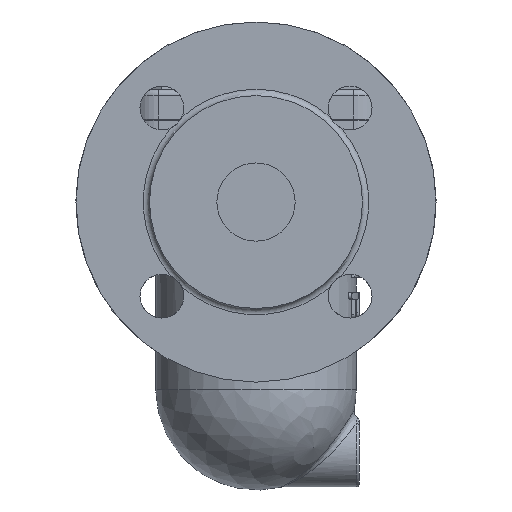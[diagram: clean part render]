
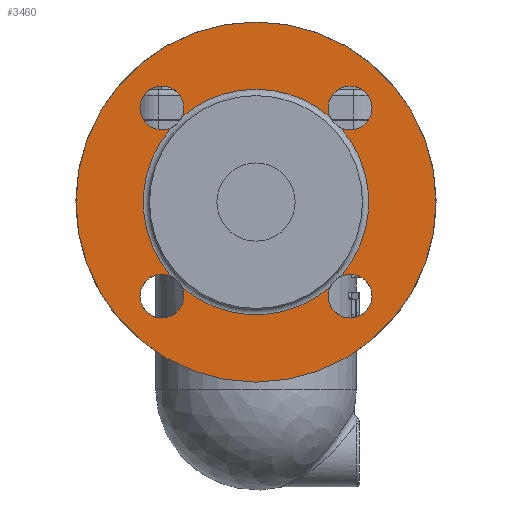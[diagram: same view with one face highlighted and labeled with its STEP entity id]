
A CAD part, left-side view. The second image highlights one B-rep face of the part: STEP entity #3460.
In plain terms, the highlighted planar face has unit normal (-1, 0, 0).
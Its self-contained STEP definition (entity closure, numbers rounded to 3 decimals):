
#3184=CARTESIAN_POINT('',(-75.0,23.71,11.09));
#3185=VERTEX_POINT('',#3184);
#3186=CARTESIAN_POINT('',(-75.0,27.09,7.71));
#3187=VERTEX_POINT('',#3186);
#3211=CARTESIAN_POINT('',(-75.0,30.052,14.052));
#3212=DIRECTION('',(1.0,0.0,0.0));
#3213=DIRECTION('',(0.0,1.0,0.0));
#3214=AXIS2_PLACEMENT_3D('',#3211,#3212,#3213);
#3215=CIRCLE('',#3214,7.);
#3216=EDGE_CURVE('',#3187,#3185,#3215,.T.);
#3237=CARTESIAN_POINT('',(-75.0,-27.09,7.71));
#3238=VERTEX_POINT('',#3237);
#3239=CARTESIAN_POINT('',(-75.0,-23.71,11.09));
#3240=VERTEX_POINT('',#3239);
#3264=CARTESIAN_POINT('',(-75.0,-30.052,14.052));
#3265=DIRECTION('',(1.0,0.0,0.0));
#3266=DIRECTION('',(0.0,0.0,1.0));
#3267=AXIS2_PLACEMENT_3D('',#3264,#3265,#3266);
#3268=CIRCLE('',#3267,7.);
#3269=EDGE_CURVE('',#3240,#3238,#3268,.T.);
#3290=CARTESIAN_POINT('',(-75.0,-23.71,-43.09));
#3291=VERTEX_POINT('',#3290);
#3292=CARTESIAN_POINT('',(-75.0,-27.09,-39.71));
#3293=VERTEX_POINT('',#3292);
#3317=CARTESIAN_POINT('',(-75.0,-30.052,-46.052));
#3318=DIRECTION('',(1.0,0.0,0.0));
#3319=DIRECTION('',(0.0,-1.0,0.0));
#3320=AXIS2_PLACEMENT_3D('',#3317,#3318,#3319);
#3321=CIRCLE('',#3320,7.);
#3322=EDGE_CURVE('',#3293,#3291,#3321,.T.);
#3344=CARTESIAN_POINT('',(-75.0,27.09,-39.71));
#3345=VERTEX_POINT('',#3344);
#3346=CARTESIAN_POINT('',(-75.0,0.0,-16.));
#3347=DIRECTION('',(-1.0,0.0,0.0));
#3348=DIRECTION('',(0.0,0.0,-1.0));
#3349=AXIS2_PLACEMENT_3D('',#3346,#3347,#3348);
#3350=CIRCLE('',#3349,36.0);
#3351=EDGE_CURVE('',#3187,#3345,#3350,.T.);
#3353=CARTESIAN_POINT('',(-75.0,23.71,-43.09));
#3354=VERTEX_POINT('',#3353);
#3370=CARTESIAN_POINT('',(-75.0,0.0,-16.));
#3371=DIRECTION('',(-1.0,0.0,0.0));
#3372=DIRECTION('',(0.0,0.0,-1.0));
#3373=AXIS2_PLACEMENT_3D('',#3370,#3371,#3372);
#3374=CIRCLE('',#3373,36.0);
#3375=EDGE_CURVE('',#3354,#3291,#3374,.T.);
#3378=CARTESIAN_POINT('',(-75.0,0.0,-16.));
#3379=DIRECTION('',(-1.0,0.0,0.0));
#3380=DIRECTION('',(0.0,0.0,-1.0));
#3381=AXIS2_PLACEMENT_3D('',#3378,#3379,#3380);
#3382=CIRCLE('',#3381,36.0);
#3383=EDGE_CURVE('',#3293,#3238,#3382,.T.);
#3386=CARTESIAN_POINT('',(-75.0,0.0,-16.));
#3387=DIRECTION('',(-1.0,0.0,0.0));
#3388=DIRECTION('',(0.0,0.0,-1.0));
#3389=AXIS2_PLACEMENT_3D('',#3386,#3387,#3388);
#3390=CIRCLE('',#3389,36.0);
#3391=EDGE_CURVE('',#3240,#3185,#3390,.T.);
#3413=CARTESIAN_POINT('',(-75.0,30.052,-46.052));
#3414=DIRECTION('',(1.0,0.0,0.0));
#3415=DIRECTION('',(0.0,0.0,-1.0));
#3416=AXIS2_PLACEMENT_3D('',#3413,#3414,#3415);
#3417=CIRCLE('',#3416,7.);
#3418=EDGE_CURVE('',#3354,#3345,#3417,.T.);
#3434=CARTESIAN_POINT('',(-75.,0.0,29.75));
#3435=DIRECTION('',(-1.0,0.0,0.0));
#3436=DIRECTION('',(0.0,0.0,1.0));
#3437=AXIS2_PLACEMENT_3D('',#3434,#3435,#3436);
#3438=PLANE('',#3437);
#3439=CARTESIAN_POINT('',(-75.,0.0,41.5));
#3440=VERTEX_POINT('',#3439);
#3441=CARTESIAN_POINT('',(-75.0,0.0,-16.));
#3442=DIRECTION('',(-1.0,0.0,0.0));
#3443=DIRECTION('',(0.0,0.0,1.0));
#3444=AXIS2_PLACEMENT_3D('',#3441,#3442,#3443);
#3445=CIRCLE('',#3444,57.5);
#3446=EDGE_CURVE('',#3440,#3440,#3445,.T.);
#3447=ORIENTED_EDGE('',*,*,#3446,.T.);
#3448=EDGE_LOOP('',(#3447));
#3449=FACE_OUTER_BOUND('',#3448,.T.);
#3450=ORIENTED_EDGE('',*,*,#3216,.T.);
#3451=ORIENTED_EDGE('',*,*,#3391,.F.);
#3452=ORIENTED_EDGE('',*,*,#3269,.T.);
#3453=ORIENTED_EDGE('',*,*,#3383,.F.);
#3454=ORIENTED_EDGE('',*,*,#3322,.T.);
#3455=ORIENTED_EDGE('',*,*,#3375,.F.);
#3456=ORIENTED_EDGE('',*,*,#3418,.T.);
#3457=ORIENTED_EDGE('',*,*,#3351,.F.);
#3458=EDGE_LOOP('',(#3450,#3451,#3452,#3453,#3454,#3455,#3456,#3457));
#3459=FACE_BOUND('',#3458,.T.);
#3460=ADVANCED_FACE('',(#3449,#3459),#3438,.T.);
